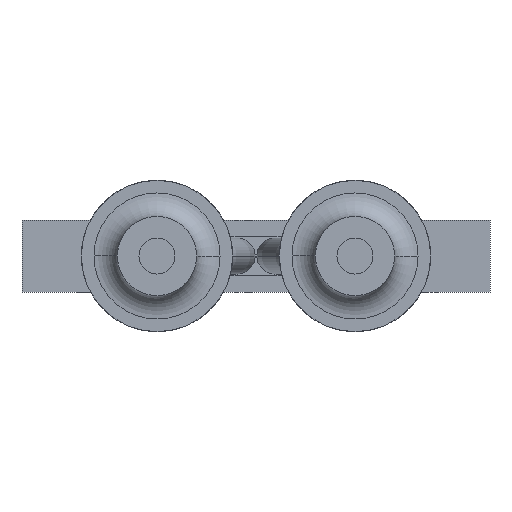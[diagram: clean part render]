
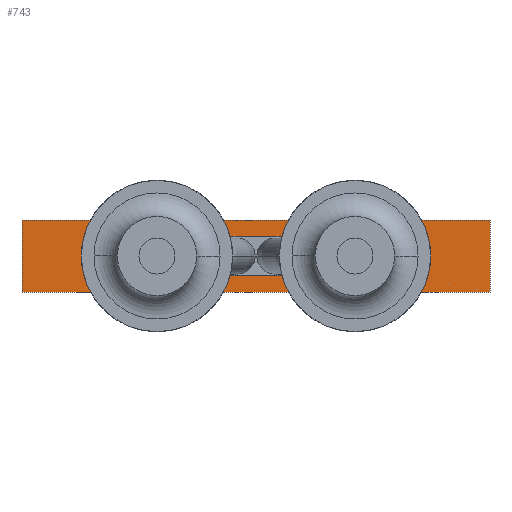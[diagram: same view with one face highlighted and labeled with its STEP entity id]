
A CAD part, front view. The second image highlights one B-rep face of the part: STEP entity #743.
In plain terms, the highlighted planar face has unit normal (0, -1, 0).
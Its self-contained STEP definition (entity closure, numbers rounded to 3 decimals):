
#61=DIRECTION('',(1.,0.,0.));
#62=VECTOR('',#61,13.);
#63=CARTESIAN_POINT('',(-6.5,-2.5,-1.));
#64=LINE('',#63,#62);
#157=DIRECTION('',(1.,0.,0.));
#158=VECTOR('',#157,13.);
#159=CARTESIAN_POINT('',(-6.5,-2.5,1.));
#160=LINE('',#159,#158);
#242=DIRECTION('',(0.,0.,1.));
#243=VECTOR('',#242,2.);
#244=CARTESIAN_POINT('',(6.5,-2.5,-1.));
#245=LINE('',#244,#243);
#249=DIRECTION('',(0.,0.,1.));
#250=VECTOR('',#249,2.);
#251=CARTESIAN_POINT('',(-6.5,-2.5,-1.));
#252=LINE('',#251,#250);
#256=DIRECTION('',(-1.,0.,0.));
#257=VECTOR('',#256,1.1);
#258=CARTESIAN_POINT('',(0.55,-2.5,0.55));
#259=LINE('',#258,#257);
#263=CARTESIAN_POINT('',(-0.55,-2.5,0.));
#264=DIRECTION('',(0.,-1.,0.));
#265=DIRECTION('',(0.,0.,1.));
#266=AXIS2_PLACEMENT_3D('',#263,#264,#265);
#271=DIRECTION('',(1.,0.,0.));
#272=VECTOR('',#271,1.1);
#273=CARTESIAN_POINT('',(-0.55,-2.5,-0.55));
#274=LINE('',#273,#272);
#278=CARTESIAN_POINT('',(0.55,-2.5,0.));
#279=DIRECTION('',(0.,-1.,0.));
#280=DIRECTION('',(0.,0.,-1.));
#281=AXIS2_PLACEMENT_3D('',#278,#279,#280);
#479=CARTESIAN_POINT('',(-6.5,-2.5,-1.));
#481=VERTEX_POINT('',#479);
#482=CARTESIAN_POINT('',(6.5,-2.5,-1.));
#483=VERTEX_POINT('',#482);
#487=CARTESIAN_POINT('',(-6.5,-2.5,1.));
#489=VERTEX_POINT('',#487);
#490=CARTESIAN_POINT('',(6.5,-2.5,1.));
#491=VERTEX_POINT('',#490);
#542=CARTESIAN_POINT('',(0.55,-2.5,0.55));
#543=CARTESIAN_POINT('',(-0.55,-2.5,0.55));
#544=VERTEX_POINT('',#542);
#545=VERTEX_POINT('',#543);
#546=CARTESIAN_POINT('',(-0.55,-2.5,-0.55));
#547=VERTEX_POINT('',#546);
#548=CARTESIAN_POINT('',(0.55,-2.5,-0.55));
#549=VERTEX_POINT('',#548);
#722=CARTESIAN_POINT('',(-6.5,-2.5,-1.));
#723=DIRECTION('',(0.,-1.,0.));
#724=DIRECTION('',(1.,0.,0.));
#725=AXIS2_PLACEMENT_3D('',#722,#723,#724);
#726=PLANE('',#725);
#727=ORIENTED_EDGE('',*,*,#557,.F.);
#728=ORIENTED_EDGE('',*,*,#691,.T.);
#729=ORIENTED_EDGE('',*,*,#654,.T.);
#730=ORIENTED_EDGE('',*,*,#715,.F.);
#731=EDGE_LOOP('',(#727,#728,#729,#730));
#732=FACE_OUTER_BOUND('',#731,.F.);
#734=ORIENTED_EDGE('',*,*,#733,.T.);
#736=ORIENTED_EDGE('',*,*,#735,.T.);
#738=ORIENTED_EDGE('',*,*,#737,.T.);
#740=ORIENTED_EDGE('',*,*,#739,.T.);
#741=EDGE_LOOP('',(#734,#736,#738,#740));
#742=FACE_BOUND('',#741,.F.);
#267=CIRCLE('',#266,0.55);
#282=CIRCLE('',#281,0.55);
#557=EDGE_CURVE('',#481,#483,#64,.T.);
#654=EDGE_CURVE('',#489,#491,#160,.T.);
#691=EDGE_CURVE('',#481,#489,#252,.T.);
#715=EDGE_CURVE('',#483,#491,#245,.T.);
#733=EDGE_CURVE('',#544,#545,#259,.T.);
#735=EDGE_CURVE('',#545,#547,#267,.T.);
#737=EDGE_CURVE('',#547,#549,#274,.T.);
#739=EDGE_CURVE('',#549,#544,#282,.T.);
#743=ADVANCED_FACE('',(#732,#742),#726,.T.);
